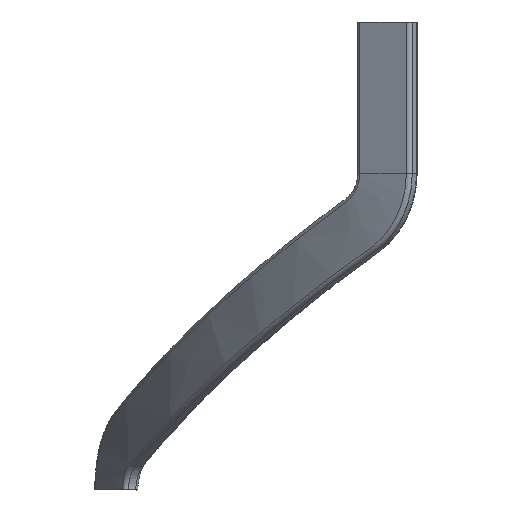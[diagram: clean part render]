
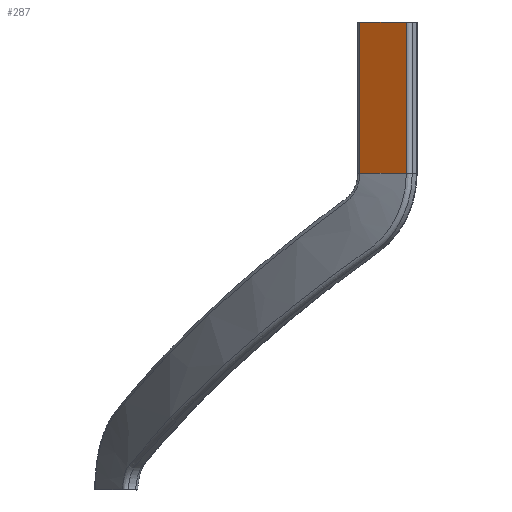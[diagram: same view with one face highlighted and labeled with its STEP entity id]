
A CAD part, front view. The second image highlights one B-rep face of the part: STEP entity #287.
In plain terms, the highlighted planar face has unit normal (-0.5, -0.866, 0).
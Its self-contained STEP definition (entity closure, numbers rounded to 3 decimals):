
#40=FACE_OUTER_BOUND('',#58,.T.);
#58=EDGE_LOOP('',(#238,#239,#240,#241));
#71=LINE('',#423,#90);
#80=LINE('',#630,#99);
#81=LINE('',#713,#100);
#82=LINE('',#714,#101);
#90=VECTOR('',#345,1000.);
#99=VECTOR('',#374,10.);
#100=VECTOR('',#377,10.);
#101=VECTOR('',#378,10.);
#136=VERTEX_POINT('',#420);
#137=VERTEX_POINT('',#422);
#145=VERTEX_POINT('',#628);
#146=VERTEX_POINT('',#712);
#161=EDGE_CURVE('',#137,#136,#71,.F.);
#178=EDGE_CURVE('',#145,#136,#80,.F.);
#180=EDGE_CURVE('',#145,#146,#81,.T.);
#181=EDGE_CURVE('',#146,#137,#82,.F.);
#238=ORIENTED_EDGE('',*,*,#161,.T.);
#239=ORIENTED_EDGE('',*,*,#178,.F.);
#240=ORIENTED_EDGE('',*,*,#180,.T.);
#241=ORIENTED_EDGE('',*,*,#181,.T.);
#275=PLANE('',#316);
#287=ADVANCED_FACE('',(#40),#275,.F.);
#316=AXIS2_PLACEMENT_3D('',#711,#375,#376);
#345=DIRECTION('',(0.866,-0.5,0.));
#374=DIRECTION('',(0.,0.,-1.));
#375=DIRECTION('center_axis',(0.5,0.866,0.));
#376=DIRECTION('ref_axis',(0.,0.,1.));
#377=DIRECTION('',(0.866,-0.5,0.));
#378=DIRECTION('',(0.,0.,-1.));
#420=CARTESIAN_POINT('',(-42.994,-70.564,53.603));
#422=CARTESIAN_POINT('',(-38.361,-73.239,53.603));
#423=CARTESIAN_POINT('',(-42.994,-70.564,53.603));
#628=CARTESIAN_POINT('',(-42.994,-70.564,38.603));
#630=CARTESIAN_POINT('',(-42.994,-70.564,53.603));
#711=CARTESIAN_POINT('Origin',(-40.677,-71.901,53.603));
#712=CARTESIAN_POINT('',(-38.361,-73.239,38.603));
#713=CARTESIAN_POINT('',(-42.994,-70.564,38.603));
#714=CARTESIAN_POINT('',(-38.361,-73.239,53.603));
